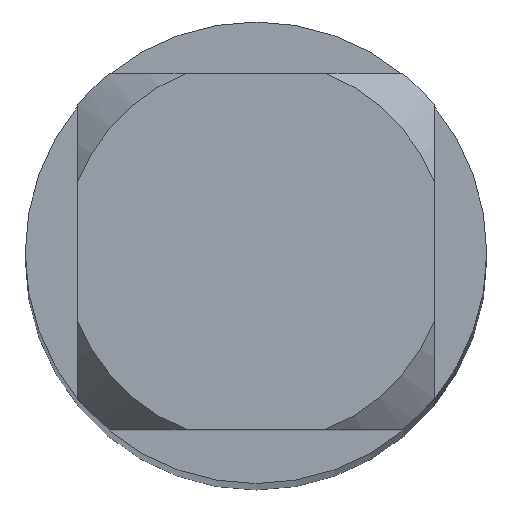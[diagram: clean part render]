
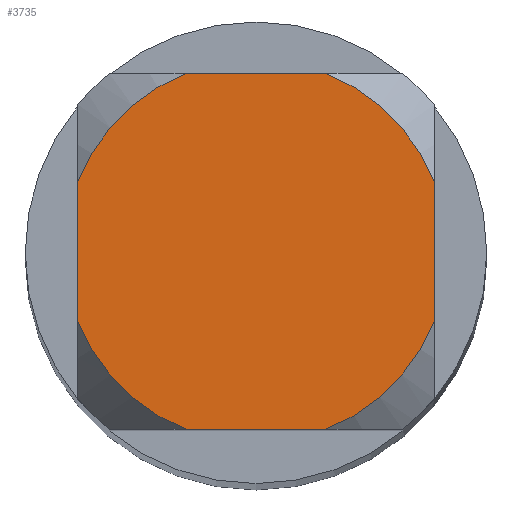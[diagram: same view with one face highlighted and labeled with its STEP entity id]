
A CAD part, top view. The second image highlights one B-rep face of the part: STEP entity #3735.
In plain terms, the highlighted planar face has unit normal (0, 0, 1).
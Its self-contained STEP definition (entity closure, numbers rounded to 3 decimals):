
#1793=VERTEX_POINT('',#4617);
#1889=VERTEX_POINT('',#4724);
#2611=VERTEX_POINT('',#5500);
#2637=VERTEX_POINT('',#5528);
#2697=VERTEX_POINT('',#5593);
#2705=EDGE_CURVE('',#2611,#3365,#5601,.T.);
#2717=EDGE_CURVE('',#3211,#1889,#5614,.T.);
#3203=EDGE_CURVE('',#3539,#2697,#6151,.T.);
#3211=VERTEX_POINT('',#6159);
#3315=EDGE_CURVE('',#2611,#2637,#6271,.T.);
#3365=VERTEX_POINT('',#6322);
#3517=EDGE_CURVE('',#1793,#3365,#6488,.T.);
#3539=VERTEX_POINT('',#6510);
#3639=EDGE_CURVE('',#3539,#1889,#6618,.T.);
#3735=ADVANCED_FACE('',(#6719),#6720,.T.);
#3893=EDGE_CURVE('',#3211,#2637,#6895,.T.);
#4147=EDGE_CURVE('',#1793,#2697,#7177,.T.);
#4617=CARTESIAN_POINT('',(0.529,1.35,0.0));
#4724=CARTESIAN_POINT('',(0.529,-1.35,0.0));
#5500=CARTESIAN_POINT('',(-1.35,0.529,0.0));
#5528=CARTESIAN_POINT('',(-1.35,-0.529,0.0));
#5593=CARTESIAN_POINT('',(1.35,0.529,0.0));
#5601=CIRCLE('',#10840,1.45);
#5614=LINE('',#10875,#10876);
#6151=LINE('',#12304,#12305);
#6159=CARTESIAN_POINT('',(-0.529,-1.35,0.0));
#6271=LINE('',#12624,#12625);
#6322=CARTESIAN_POINT('',(-0.529,1.35,0.0));
#6488=LINE('',#13387,#13388);
#6510=CARTESIAN_POINT('',(1.35,-0.529,0.0));
#6618=CIRCLE('',#13868,1.45);
#6719=FACE_OUTER_BOUND('',#14067,.T.);
#6720=PLANE('',#14068);
#6895=CIRCLE('',#14381,1.45);
#7177=CIRCLE('',#15114,1.45);
#10840=AXIS2_PLACEMENT_3D('',#16686,#16687,#16688);
#10875=CARTESIAN_POINT('',(0.0,-1.35,0.0));
#10876=VECTOR('',#16701,1.0);
#12304=CARTESIAN_POINT('',(1.35,0.363,0.0));
#12305=VECTOR('',#17386,1.0);
#12624=CARTESIAN_POINT('',(-1.35,0.363,0.0));
#12625=VECTOR('',#17493,1.0);
#13387=CARTESIAN_POINT('',(0.0,1.35,0.0));
#13388=VECTOR('',#17667,1.0);
#13868=AXIS2_PLACEMENT_3D('',#17775,#17776,#17777);
#14067=EDGE_LOOP('',(#17854,#17855,#17856,#17857,#17858,#17859,#17860,#17861));
#14068=AXIS2_PLACEMENT_3D('',#17862,#17863,#17864);
#14381=AXIS2_PLACEMENT_3D('',#18097,#18098,#18099);
#15114=AXIS2_PLACEMENT_3D('',#18477,#18478,#18479);
#16686=CARTESIAN_POINT('',(0.0,0.0,0.0));
#16687=DIRECTION('',(0.0,0.0,-1.0));
#16688=DIRECTION('',(0.0,1.0,0.0));
#16701=DIRECTION('',(1.0,0.0,0.0));
#17386=DIRECTION('',(-0.0,1.0,0.0));
#17493=DIRECTION('',(-0.0,-1.0,0.0));
#17667=DIRECTION('',(-1.0,0.0,0.0));
#17775=CARTESIAN_POINT('',(0.0,0.0,0.0));
#17776=DIRECTION('',(0.0,0.0,-1.0));
#17777=DIRECTION('',(0.0,1.0,0.0));
#17854=ORIENTED_EDGE('',*,*,#3315,.T.);
#17855=ORIENTED_EDGE('',*,*,#3893,.F.);
#17856=ORIENTED_EDGE('',*,*,#2717,.T.);
#17857=ORIENTED_EDGE('',*,*,#3639,.F.);
#17858=ORIENTED_EDGE('',*,*,#3203,.T.);
#17859=ORIENTED_EDGE('',*,*,#4147,.F.);
#17860=ORIENTED_EDGE('',*,*,#3517,.T.);
#17861=ORIENTED_EDGE('',*,*,#2705,.F.);
#17862=CARTESIAN_POINT('',(0.0,0.725,0.0));
#17863=DIRECTION('',(-0.0,0.0,1.0));
#17864=DIRECTION('',(0.0,-1.0,0.0));
#18097=CARTESIAN_POINT('',(0.0,0.0,0.0));
#18098=DIRECTION('',(0.0,0.0,-1.0));
#18099=DIRECTION('',(0.0,1.0,0.0));
#18477=CARTESIAN_POINT('',(0.0,0.0,0.0));
#18478=DIRECTION('',(0.0,0.0,-1.0));
#18479=DIRECTION('',(0.0,1.0,0.0));
